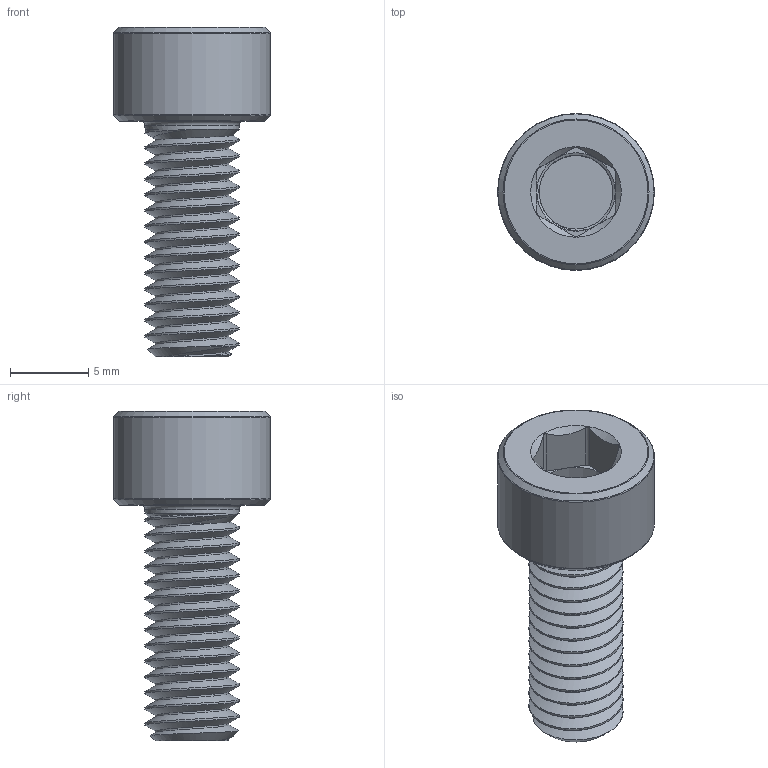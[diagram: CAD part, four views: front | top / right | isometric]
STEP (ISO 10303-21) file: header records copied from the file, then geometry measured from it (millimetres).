
FILE_DESCRIPTION(/* description */ ('','CAx-IF Rec.Pracs.---Representation and Presentation of Product Manufacturing Information (PMI)---4.0---2014-10-13'),/* implementation_level */ '2;1');
FILE_NAME(/* name */ 'OSSM - Base - PitClamp Mini_Hardware - OSSM - Base - PitClamp Mini_(M6 x 15 Cap Head Screw,M6 x 20 Cap Head Screw for 4040 Extrusion)_step.stp',/* time_stamp */ '2025-02-27T09:06:49-05:00',/* author */ (''),/* organization */ (''),/* preprocessor_version */ 'ST-DEVELOPER v20',/* originating_system */ 'Autodesk Translation Framework v13.20.0.188',/* authorisation */ '');
FILE_SCHEMA (('AP242_MANAGED_MODEL_BASED_3D_ENGINEERING_MIM_LF { 1 0 10303 442 1 1 4 }'));
Length unit declared in the file: millimetre
Products named in the file (1): 92290A868_Super-Corrosion-Resistant 316 Stainless Steel Socket Head S
crew
Bounding box: 10 x 10 x 21 mm (x, y, z)
Volume: 734.6 mm3; surface area: 802.7 mm2
Topology: 1 solids, 1 shells, 67 faces, 177 edges, 113 vertices
Faces by surface type: cylinder 37, plane 15, cone 8, torus 5, bspline 2
Full cylindrical faces by diameter (mm): 4.701 x13, 6 x14, 10 x1
Entity records: 4521 total; most frequent: CARTESIAN_POINT 3001, ORIENTED_EDGE 352, DIRECTION 268, EDGE_CURVE 176, VERTEX_POINT 113, AXIS2_PLACEMENT_3D 104, EDGE_LOOP 69, FACE_OUTER_BOUND 67
